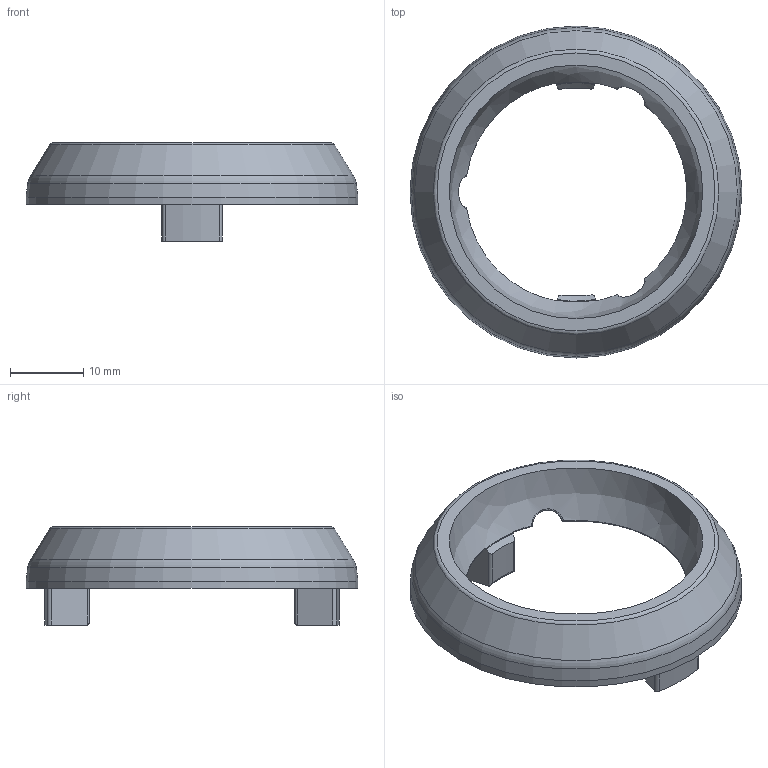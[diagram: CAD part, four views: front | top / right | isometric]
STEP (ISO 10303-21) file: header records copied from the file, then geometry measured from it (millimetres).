
FILE_DESCRIPTION(/* description */ (''),/* implementation_level */ '2;1');
FILE_NAME(/* name */ 'levels-trackball-cap.step',/* time_stamp */ '2025-11-02T18:24:46-06:00',/* author */ (''),/* organization */ (''),/* preprocessor_version */ 'ST-DEVELOPER v20.1',/* originating_system */ 'Autodesk Translation Framework v14.17.0.0',/* authorisation */ '');
FILE_SCHEMA (('AUTOMOTIVE_DESIGN { 1 0 10303 214 3 1 1 }'));
Length unit declared in the file: millimetre
Products named in the file (2): LevelsGrande; Carrier
Assembly tree (1 placements, depth 2):
  LevelsGrande
    Carrier
Bounding box: 45.3 x 45.3 x 13.4 mm (x, y, z)
Volume: 4688 mm3; surface area: 3720.1 mm2
Topology: 1 solids, 1 shells, 88 faces, 204 edges, 123 vertices
Faces by surface type: plane 22, cylinder 21, bspline 21, torus 16, cone 5, sphere 3
Full cylindrical faces by diameter (mm): 3 x5, 3.2 x1, 45.3 x1
Entity records: 3405 total; most frequent: CARTESIAN_POINT 1469, ORIENTED_EDGE 396, DIRECTION 371, EDGE_CURVE 198, AXIS2_PLACEMENT_3D 166, VERTEX_POINT 123, EDGE_LOOP 101, CIRCLE 96
